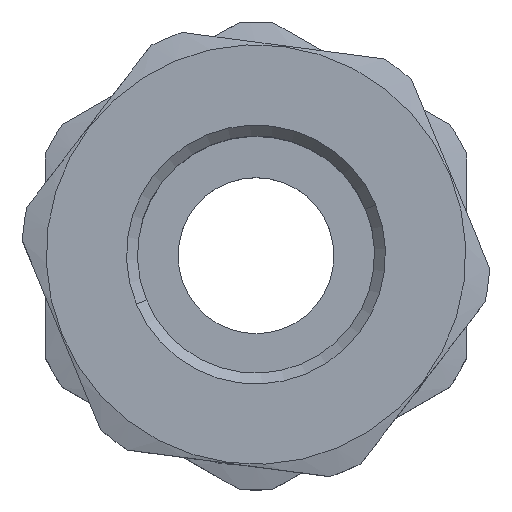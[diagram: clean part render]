
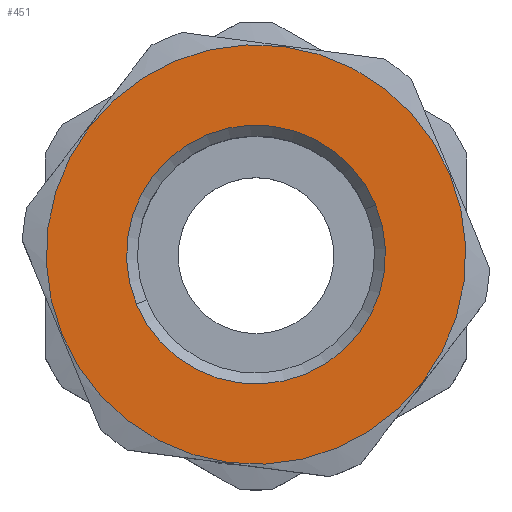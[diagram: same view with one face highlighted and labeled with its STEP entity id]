
A CAD part, top view. The second image highlights one B-rep face of the part: STEP entity #451.
In plain terms, the highlighted face is planar.
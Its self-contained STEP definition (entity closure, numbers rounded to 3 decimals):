
#18 = CARTESIAN_POINT ( 'NONE',  ( 0., 0., -15. ) ) ;
#378 = AXIS2_PLACEMENT_3D ( 'NONE', #2408, #2094, #1780 ) ;
#379 = DIRECTION ( 'NONE',  ( 1., 0., 0. ) ) ;
#451 = ADVANCED_FACE ( 'NONE', ( #1660, #2060 ), #1344, .F. ) ;
#527 = ORIENTED_EDGE ( 'NONE', *, *, #1010, .T. ) ;
#558 = EDGE_CURVE ( 'NONE', #2639, #1349, #1359, .T. ) ;
#686 = EDGE_CURVE ( 'NONE', #1349, #2639, #3052, .T. ) ;
#691 = DIRECTION ( 'NONE',  ( 0., 0., 1. ) ) ;
#697 = ORIENTED_EDGE ( 'NONE', *, *, #2213, .T. ) ;
#782 = AXIS2_PLACEMENT_3D ( 'NONE', #1602, #1298, #978 ) ;
#975 = ORIENTED_EDGE ( 'NONE', *, *, #558, .F. ) ;
#978 = DIRECTION ( 'NONE',  ( 1., 0., 0. ) ) ;
#1010 = EDGE_CURVE ( 'NONE', #2443, #1379, #1767, .T. ) ;
#1013 = CARTESIAN_POINT ( 'NONE',  ( 0., 7.6, -15. ) ) ;
#1080 = CARTESIAN_POINT ( 'NONE',  ( -13.45, 0., -15. ) ) ;
#1115 = DIRECTION ( 'NONE',  ( 1., 0., 0. ) ) ;
#1298 = DIRECTION ( 'NONE',  ( 0., 0., 1. ) ) ;
#1344 = PLANE ( 'NONE',  #1969 ) ;
#1349 = VERTEX_POINT ( 'NONE', #1080 ) ;
#1359 = CIRCLE ( 'NONE', #1733, 13.45 ) ;
#1379 = VERTEX_POINT ( 'NONE', #2908 ) ;
#1434 = DIRECTION ( 'NONE',  ( 0., 0., 1. ) ) ;
#1463 = EDGE_LOOP ( 'NONE', ( #527, #697 ) ) ;
#1526 = CIRCLE ( 'NONE', #782, 8.3 ) ;
#1602 = CARTESIAN_POINT ( 'NONE',  ( 0., 0., -15. ) ) ;
#1660 = FACE_BOUND ( 'NONE', #1463, .T. ) ;
#1722 = CARTESIAN_POINT ( 'NONE',  ( 0., 0., -15. ) ) ;
#1733 = AXIS2_PLACEMENT_3D ( 'NONE', #18, #2819, #2483 ) ;
#1754 = CARTESIAN_POINT ( 'NONE',  ( -8.3, 0., -15. ) ) ;
#1767 = CIRCLE ( 'NONE', #378, 8.3 ) ;
#1780 = DIRECTION ( 'NONE',  ( 1., 0., 0. ) ) ;
#1836 = ORIENTED_EDGE ( 'NONE', *, *, #686, .F. ) ;
#1969 = AXIS2_PLACEMENT_3D ( 'NONE', #1013, #691, #379 ) ;
#2060 = FACE_OUTER_BOUND ( 'NONE', #2350, .T. ) ;
#2094 = DIRECTION ( 'NONE',  ( 0., 0., 1. ) ) ;
#2213 = EDGE_CURVE ( 'NONE', #1379, #2443, #1526, .T. ) ;
#2350 = EDGE_LOOP ( 'NONE', ( #975, #1836 ) ) ;
#2408 = CARTESIAN_POINT ( 'NONE',  ( 0., 0., -15. ) ) ;
#2443 = VERTEX_POINT ( 'NONE', #1754 ) ;
#2483 = DIRECTION ( 'NONE',  ( 1., 0., 0. ) ) ;
#2639 = VERTEX_POINT ( 'NONE', #3025 ) ;
#2701 = AXIS2_PLACEMENT_3D ( 'NONE', #1722, #1434, #1115 ) ;
#2819 = DIRECTION ( 'NONE',  ( 0., 0., 1. ) ) ;
#2908 = CARTESIAN_POINT ( 'NONE',  ( 8.3, 0., -15. ) ) ;
#3025 = CARTESIAN_POINT ( 'NONE',  ( 13.45, 0., -15. ) ) ;
#3052 = CIRCLE ( 'NONE', #2701, 13.45 ) ;
